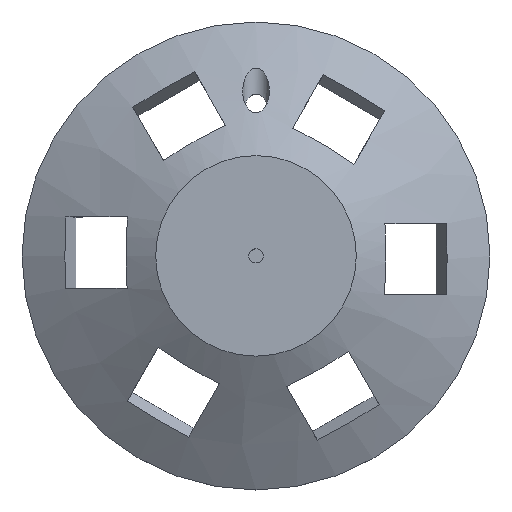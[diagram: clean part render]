
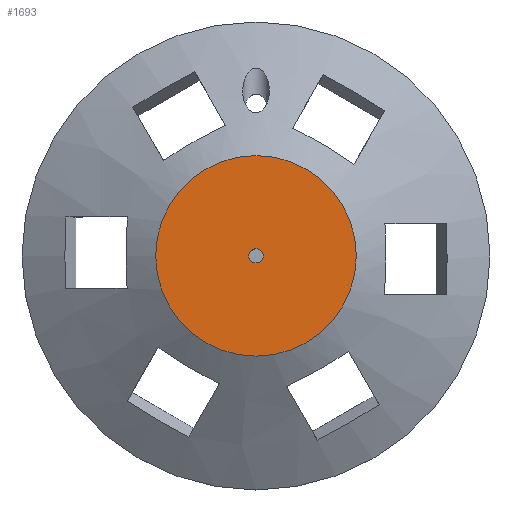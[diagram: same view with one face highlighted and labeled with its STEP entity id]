
A CAD part, top view. The second image highlights one B-rep face of the part: STEP entity #1693.
In plain terms, the highlighted planar face has unit normal (0, 0, 1).
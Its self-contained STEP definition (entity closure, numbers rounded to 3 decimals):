
#31=CIRCLE('',#1793,1.6);
#36=CIRCLE('',#1804,22.5);
#62=FACE_BOUND('',#266,.T.);
#153=FACE_OUTER_BOUND('',#265,.T.);
#265=EDGE_LOOP('',(#1517));
#266=EDGE_LOOP('',(#1518));
#787=VERTEX_POINT('',#2947);
#792=VERTEX_POINT('',#2966);
#1023=EDGE_CURVE('',#787,#787,#31,.T.);
#1031=EDGE_CURVE('',#792,#792,#36,.T.);
#1517=ORIENTED_EDGE('',*,*,#1031,.F.);
#1518=ORIENTED_EDGE('',*,*,#1023,.T.);
#1602=PLANE('',#1808);
#1693=ADVANCED_FACE('',(#153,#62),#1602,.T.);
#1793=AXIS2_PLACEMENT_3D('',#2948,#2116,#2117);
#1804=AXIS2_PLACEMENT_3D('',#2967,#2141,#2142);
#1808=AXIS2_PLACEMENT_3D('',#2976,#2152,#2153);
#2116=DIRECTION('center_axis',(0.,0.,-1.));
#2117=DIRECTION('ref_axis',(-1.,0.,0.));
#2141=DIRECTION('center_axis',(0.,0.,-1.));
#2142=DIRECTION('ref_axis',(1.,0.,0.));
#2152=DIRECTION('center_axis',(0.,0.,1.));
#2153=DIRECTION('ref_axis',(1.,0.,0.));
#2947=CARTESIAN_POINT('',(1.6,0.,20.));
#2948=CARTESIAN_POINT('Origin',(0.,0.,20.));
#2966=CARTESIAN_POINT('',(-22.5,0.,20.));
#2967=CARTESIAN_POINT('Origin',(0.,0.,20.));
#2976=CARTESIAN_POINT('Origin',(0.,0.,20.));
